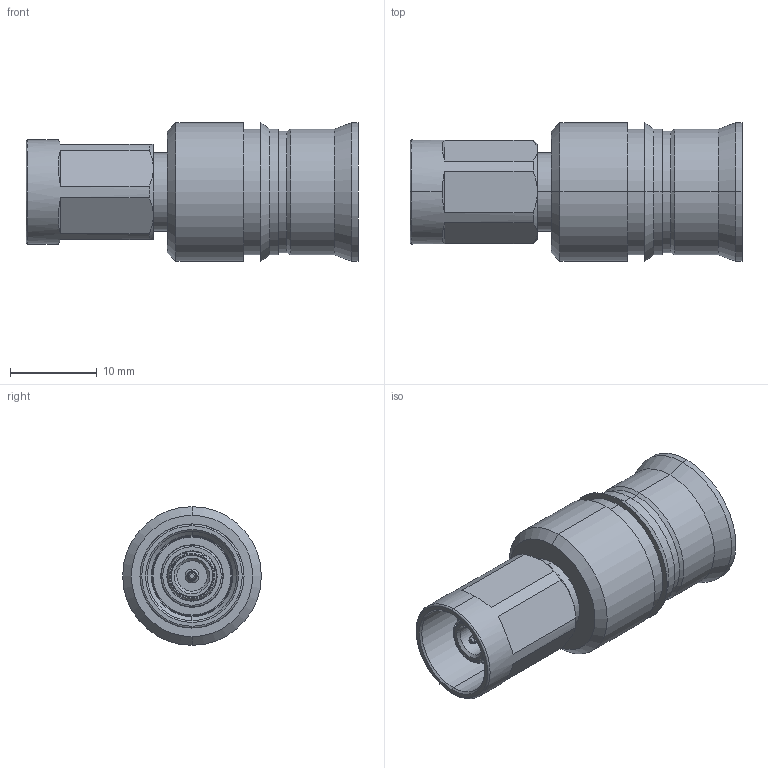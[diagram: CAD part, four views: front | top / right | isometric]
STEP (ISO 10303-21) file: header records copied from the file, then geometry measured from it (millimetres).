
FILE_DESCRIPTION (( 'STEP AP203' ), '1' );
FILE_NAME ('3190-6739.STEP', '2020-02-24T06:57:53', ( '' ), ( '' ), 'SwSTEP 2.0', 'SolidWorks 2018', '' );
FILE_SCHEMA (( 'CONFIG_CONTROL_DESIGN' ));
Length unit declared in the file: inch
Products named in the file (1): 3190-6739
Bounding box: 38.3 x 16 x 16 mm (x, y, z)
Volume: 4242.5 mm3; surface area: 3203.7 mm2
Topology: 1 solids, 4 shells, 240 faces, 576 edges, 360 vertices
Faces by surface type: cylinder 77, cone 70, plane 65, torus 26, sphere 2
Entity records: 7420 total; most frequent: CARTESIAN_POINT 1707, DIRECTION 1245, ORIENTED_EDGE 1152, EDGE_CURVE 576, AXIS2_PLACEMENT_3D 514, VERTEX_POINT 360, CIRCLE 273, EDGE_LOOP 256
